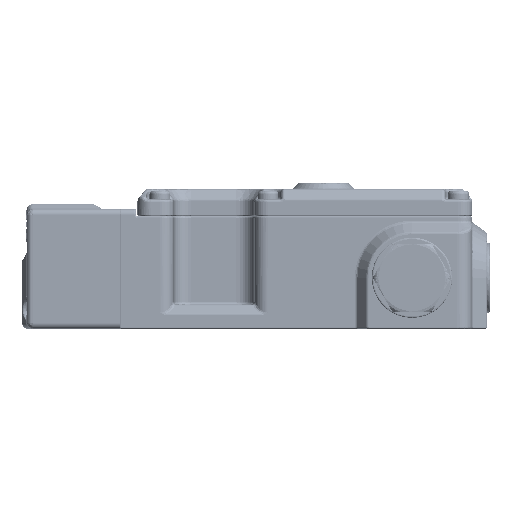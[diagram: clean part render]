
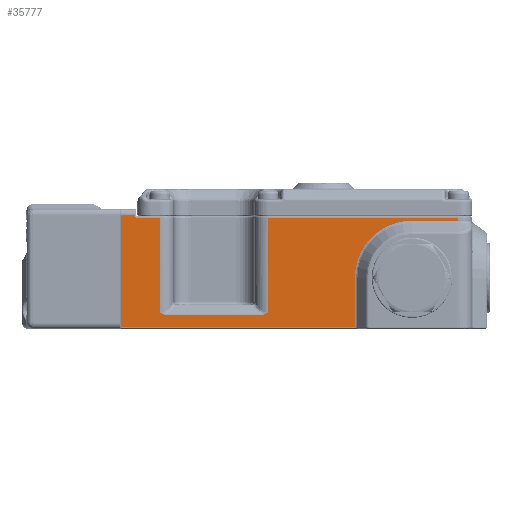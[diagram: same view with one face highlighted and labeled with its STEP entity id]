
A CAD part, left-side view. The second image highlights one B-rep face of the part: STEP entity #35777.
In plain terms, the highlighted planar face has unit normal (-1, 0, 0).
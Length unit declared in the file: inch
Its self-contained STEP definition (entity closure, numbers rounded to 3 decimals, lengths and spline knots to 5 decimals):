
#488 = ORIENTED_EDGE ( 'NONE', *, *, #88731, .F. ) ;
#1143 = CARTESIAN_POINT ( 'NONE',  ( -1.87008, -0.09843, 1.45669 ) ) ;
#1572 = ORIENTED_EDGE ( 'NONE', *, *, #66372, .F. ) ;
#1645 = EDGE_LOOP ( 'NONE', ( #144829, #65423, #1572, #134205, #83389, #10051, #140699, #2150, #64350, #117516, #54986, #66006, #147620, #488, #165515 ) ) ;
#2150 = ORIENTED_EDGE ( 'NONE', *, *, #97396, .F. ) ;
#3831 = VERTEX_POINT ( 'NONE', #65539 ) ;
#7762 = CARTESIAN_POINT ( 'NONE',  ( -1.87008, -4.31102, 1.45669 ) ) ;
#8024 = VERTEX_POINT ( 'NONE', #45675 ) ;
#9070 = CARTESIAN_POINT ( 'NONE',  ( -1.87008, -0.09843, 1.45669 ) ) ;
#9205 = DIRECTION ( 'NONE',  ( 1., 0., 0. ) ) ;
#10051 = ORIENTED_EDGE ( 'NONE', *, *, #104486, .F. ) ;
#11326 = LINE ( 'NONE', #151379, #39773 ) ;
#11497 = DIRECTION ( 'NONE',  ( 0., -1., 0. ) ) ;
#14496 = CARTESIAN_POINT ( 'NONE',  ( -1.87008, -1.78164, 0.19435 ) ) ;
#15349 = VERTEX_POINT ( 'NONE', #84714 ) ;
#19235 = CARTESIAN_POINT ( 'NONE',  ( -1.87008, -0.3937, 0.21316 ) ) ;
#19676 = CARTESIAN_POINT ( 'NONE',  ( -1.87008, 0.1378, 0.18054 ) ) ;
#19728 = LINE ( 'NONE', #116154, #44267 ) ;
#19757 = VERTEX_POINT ( 'NONE', #131180 ) ;
#20765 = VERTEX_POINT ( 'NONE', #9070 ) ;
#21388 = VECTOR ( 'NONE', #11497, 39.37008 ) ;
#21598 = DIRECTION ( 'NONE',  ( 0., -1., 0. ) ) ;
#21601 = VERTEX_POINT ( 'NONE', #152764 ) ;
#21696 = PLANE ( 'NONE',  #34632 ) ;
#24270 = VERTEX_POINT ( 'NONE', #165853 ) ;
#27413 = EDGE_CURVE ( 'NONE', #15349, #3831, #11326, .T. ) ;
#29485 = LINE ( 'NONE', #130481, #21388 ) ;
#31618 = DIRECTION ( 'NONE',  ( 0., -1., 0. ) ) ;
#31753 = CARTESIAN_POINT ( 'NONE',  ( -1.87008, -0.42309, 0.19435 ) ) ;
#33707 = VERTEX_POINT ( 'NONE', #51482 ) ;
#34550 = DIRECTION ( 'NONE',  ( 0., 1., 0. ) ) ;
#34632 = AXIS2_PLACEMENT_3D ( 'NONE', #112648, #9205, #85761 ) ;
#35777 = ADVANCED_FACE ( 'NONE', ( #81389 ), #21696, .F. ) ;
#37605 = CARTESIAN_POINT ( 'NONE',  ( -1.87008, -0.05906, 1.49606 ) ) ;
#38886 = CARTESIAN_POINT ( 'NONE',  ( -1.87008, 0.1378, 0.01969 ) ) ;
#39773 = VECTOR ( 'NONE', #71247, 39.37008 ) ;
#39778 = CARTESIAN_POINT ( 'NONE',  ( -1.87008, -3.70079, 1.41817 ) ) ;
#41996 = LINE ( 'NONE', #116593, #169049 ) ;
#43050 = CARTESIAN_POINT ( 'NONE',  ( -1.87008, -1.74842, 0.18326 ) ) ;
#43619 = CARTESIAN_POINT ( 'NONE',  ( -1.87008, -1.71378, 0.18054 ) ) ;
#44197 = CARTESIAN_POINT ( 'NONE',  ( -1.87008, -1.79706, 0.20264 ) ) ;
#44267 = VECTOR ( 'NONE', #156189, 39.37008 ) ;
#45675 = CARTESIAN_POINT ( 'NONE',  ( -1.87008, -2.95191, 0.66929 ) ) ;
#49963 = EDGE_CURVE ( 'NONE', #24270, #131767, #136628, .T. ) ;
#50245 = VECTOR ( 'NONE', #21598, 39.37008 ) ;
#50608 = EDGE_CURVE ( 'NONE', #21601, #33707, #19728, .T. ) ;
#51482 = CARTESIAN_POINT ( 'NONE',  ( -1.87008, 0.11811, 1.49606 ) ) ;
#53507 = CARTESIAN_POINT ( 'NONE',  ( -1.87008, -2.95191, 1.10798 ) ) ;
#54986 = ORIENTED_EDGE ( 'NONE', *, *, #27413, .F. ) ;
#55862 = DIRECTION ( 'NONE',  ( 0., 0., -1. ) ) ;
#56547 = VECTOR ( 'NONE', #34550, 39.37008 ) ;
#57885 = LINE ( 'NONE', #88223, #61992 ) ;
#61289 = DIRECTION ( 'NONE',  ( 0., -1., 0. ) ) ;
#61992 = VECTOR ( 'NONE', #61289, 39.37008 ) ;
#64350 = ORIENTED_EDGE ( 'NONE', *, *, #119587, .F. ) ;
#65423 = ORIENTED_EDGE ( 'NONE', *, *, #136020, .F. ) ;
#65539 = CARTESIAN_POINT ( 'NONE',  ( -1.87008, -0.3937, 0.21316 ) ) ;
#66006 = ORIENTED_EDGE ( 'NONE', *, *, #131635, .F. ) ;
#66372 = EDGE_CURVE ( 'NONE', #131767, #8024, #85345, .T. ) ;
#66708 = VERTEX_POINT ( 'NONE', #7762 ) ;
#68984 = CARTESIAN_POINT ( 'NONE',  ( -1.87008, -0.49094, 0.18054 ) ) ;
#70091 = CARTESIAN_POINT ( 'NONE',  ( -1.87008, -0.40766, 0.20264 ) ) ;
#71231 = VERTEX_POINT ( 'NONE', #68984 ) ;
#71247 = DIRECTION ( 'NONE',  ( 0., 0., -1. ) ) ;
#77859 = DIRECTION ( 'NONE',  ( 0., 1., 0. ) ) ;
#78127 = VECTOR ( 'NONE', #31618, 39.37008 ) ;
#79537 = CARTESIAN_POINT ( 'NONE',  ( -1.87008, -0.05906, 1.49606 ) ) ;
#80598 = DIRECTION ( 'NONE',  ( 0., 0., -1. ) ) ;
#80656 = CARTESIAN_POINT ( 'NONE',  ( -1.87008, -3.70079, 1.41817 ) ) ;
#81389 = FACE_OUTER_BOUND ( 'NONE', #1645, .T. ) ;
#82575 = CARTESIAN_POINT ( 'NONE',  ( -1.87008, -1.81102, 0.21316 ) ) ;
#83389 = ORIENTED_EDGE ( 'NONE', *, *, #165902, .F. ) ;
#83950 = CARTESIAN_POINT ( 'NONE',  ( -1.87008, -1.81102, 1.45669 ) ) ;
#84714 = CARTESIAN_POINT ( 'NONE',  ( -1.87008, -0.3937, 1.45669 ) ) ;
#85345 =( BOUNDED_CURVE ( )  B_SPLINE_CURVE ( 3, ( #39778, #107273, #53507, #120496 ),
 .UNSPECIFIED., .F., .F. ) 
 B_SPLINE_CURVE_WITH_KNOTS ( ( 4, 4 ),
 ( 0., 1. ),
 .UNSPECIFIED. ) 
 CURVE ( )  GEOMETRIC_REPRESENTATION_ITEM ( )  RATIONAL_B_SPLINE_CURVE ( ( 1., 0.805, 0.805, 1. ) ) 
 REPRESENTATION_ITEM ( '' )  );
#85761 = DIRECTION ( 'NONE',  ( 0., 1., 0. ) ) ;
#88223 = CARTESIAN_POINT ( 'NONE',  ( -1.87008, 0.1378, 1.45669 ) ) ;
#88731 = EDGE_CURVE ( 'NONE', #33707, #97866, #29485, .T. ) ;
#88903 = VERTEX_POINT ( 'NONE', #83950 ) ;
#91383 = DIRECTION ( 'NONE',  ( 0., 0., 1. ) ) ;
#95450 = CARTESIAN_POINT ( 'NONE',  ( -1.87008, -4.31102, 1.5748 ) ) ;
#97396 = EDGE_CURVE ( 'NONE', #19757, #121782, #163559, .T. ) ;
#97690 = VECTOR ( 'NONE', #80598, 39.37008 ) ;
#97866 = VERTEX_POINT ( 'NONE', #79537 ) ;
#102600 =( BOUNDED_CURVE ( )  B_SPLINE_CURVE ( 3, ( #37605, #142401, #119430, #1143 ),
 .UNSPECIFIED., .F., .F. ) 
 B_SPLINE_CURVE_WITH_KNOTS ( ( 4, 4 ),
 ( 0., 1. ),
 .UNSPECIFIED. ) 
 CURVE ( )  GEOMETRIC_REPRESENTATION_ITEM ( )  RATIONAL_B_SPLINE_CURVE ( ( 1., 0.805, 0.805, 1. ) ) 
 REPRESENTATION_ITEM ( '' )  );
#102918 = VERTEX_POINT ( 'NONE', #167862 ) ;
#104486 = EDGE_CURVE ( 'NONE', #88903, #66708, #169047, .T. ) ;
#107273 = CARTESIAN_POINT ( 'NONE',  ( -1.87008, -3.2621, 1.41817 ) ) ;
#112648 = CARTESIAN_POINT ( 'NONE',  ( -1.87008, 0.1378, 1.5748 ) ) ;
#112957 = LINE ( 'NONE', #19676, #78127 ) ;
#114207 = VECTOR ( 'NONE', #55862, 39.37008 ) ;
#116154 = CARTESIAN_POINT ( 'NONE',  ( -1.87008, 0.11811, 1.5748 ) ) ;
#116593 = CARTESIAN_POINT ( 'NONE',  ( -1.87008, -1.81102, 1.5748 ) ) ;
#117516 = ORIENTED_EDGE ( 'NONE', *, *, #119240, .F. ) ;
#119240 = EDGE_CURVE ( 'NONE', #3831, #71231, #138688, .T. ) ;
#119430 = CARTESIAN_POINT ( 'NONE',  ( -1.87008, -0.07536, 1.45669 ) ) ;
#119587 = EDGE_CURVE ( 'NONE', #71231, #19757, #112957, .T. ) ;
#120496 = CARTESIAN_POINT ( 'NONE',  ( -1.87008, -2.95191, 0.66929 ) ) ;
#121782 = VERTEX_POINT ( 'NONE', #152083 ) ;
#122317 = CARTESIAN_POINT ( 'NONE',  ( -1.87008, -2.95191, 1.5748 ) ) ;
#123384 = CARTESIAN_POINT ( 'NONE',  ( -1.87008, -0.49094, 0.18054 ) ) ;
#127854 = VECTOR ( 'NONE', #77859, 39.37008 ) ;
#130481 = CARTESIAN_POINT ( 'NONE',  ( -1.87008, 0.1378, 1.49606 ) ) ;
#131180 = CARTESIAN_POINT ( 'NONE',  ( -1.87008, -1.71378, 0.18054 ) ) ;
#131635 = EDGE_CURVE ( 'NONE', #20765, #15349, #57885, .T. ) ;
#131767 = VERTEX_POINT ( 'NONE', #80656 ) ;
#134205 = ORIENTED_EDGE ( 'NONE', *, *, #49963, .F. ) ;
#136020 = EDGE_CURVE ( 'NONE', #8024, #102918, #149030, .T. ) ;
#136536 = CARTESIAN_POINT ( 'NONE',  ( -1.87008, -0.4563, 0.18326 ) ) ;
#136628 = LINE ( 'NONE', #165603, #56547 ) ;
#138688 = B_SPLINE_CURVE_WITH_KNOTS ( 'NONE', 3,
 ( #19235, #70091, #31753, #136536, #161698, #123384 ),
 .UNSPECIFIED., .F., .F.,
 ( 4, 2, 4 ),
 ( 0., 0.5, 1. ),
 .UNSPECIFIED. ) ;
#140699 = ORIENTED_EDGE ( 'NONE', *, *, #158394, .F. ) ;
#142401 = CARTESIAN_POINT ( 'NONE',  ( -1.87008, -0.05906, 1.473 ) ) ;
#144829 = ORIENTED_EDGE ( 'NONE', *, *, #169208, .F. ) ;
#147620 = ORIENTED_EDGE ( 'NONE', *, *, #157520, .F. ) ;
#149030 = LINE ( 'NONE', #122317, #114207 ) ;
#150327 = LINE ( 'NONE', #38886, #127854 ) ;
#151379 = CARTESIAN_POINT ( 'NONE',  ( -1.87008, -0.3937, 1.5748 ) ) ;
#152083 = CARTESIAN_POINT ( 'NONE',  ( -1.87008, -1.81102, 0.21316 ) ) ;
#152764 = CARTESIAN_POINT ( 'NONE',  ( -1.87008, 0.11811, 0.01969 ) ) ;
#156189 = DIRECTION ( 'NONE',  ( 0., 0., 1. ) ) ;
#157520 = EDGE_CURVE ( 'NONE', #97866, #20765, #102600, .T. ) ;
#158394 = EDGE_CURVE ( 'NONE', #121782, #88903, #41996, .T. ) ;
#160993 = CARTESIAN_POINT ( 'NONE',  ( -1.87008, -1.73133, 0.18054 ) ) ;
#161698 = CARTESIAN_POINT ( 'NONE',  ( -1.87008, -0.47339, 0.18054 ) ) ;
#163559 = B_SPLINE_CURVE_WITH_KNOTS ( 'NONE', 3,
 ( #43619, #160993, #43050, #14496, #44197, #82575 ),
 .UNSPECIFIED., .F., .F.,
 ( 4, 2, 4 ),
 ( 0., 0.5, 1. ),
 .UNSPECIFIED. ) ;
#165219 = CARTESIAN_POINT ( 'NONE',  ( -1.87008, 0.1378, 1.45669 ) ) ;
#165515 = ORIENTED_EDGE ( 'NONE', *, *, #50608, .F. ) ;
#165603 = CARTESIAN_POINT ( 'NONE',  ( -1.87008, 0.1378, 1.41817 ) ) ;
#165853 = CARTESIAN_POINT ( 'NONE',  ( -1.87008, -4.31102, 1.41817 ) ) ;
#165902 = EDGE_CURVE ( 'NONE', #66708, #24270, #167417, .T. ) ;
#167417 = LINE ( 'NONE', #95450, #97690 ) ;
#167862 = CARTESIAN_POINT ( 'NONE',  ( -1.87008, -2.95191, 0.01969 ) ) ;
#169047 = LINE ( 'NONE', #165219, #50245 ) ;
#169049 = VECTOR ( 'NONE', #91383, 39.37008 ) ;
#169208 = EDGE_CURVE ( 'NONE', #102918, #21601, #150327, .T. ) ;
